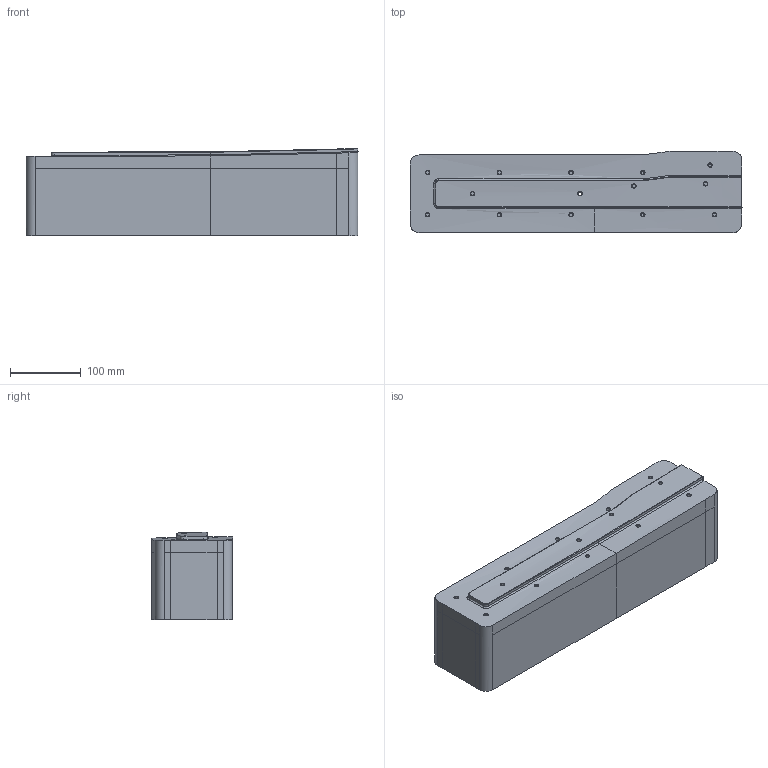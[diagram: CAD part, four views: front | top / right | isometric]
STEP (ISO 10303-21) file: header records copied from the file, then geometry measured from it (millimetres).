
FILE_DESCRIPTION(/* description */ (''),/* implementation_level */ '2;1');
FILE_NAME(/* name */ '1008190_322-4_TRIMMING TOOL.stp',/* time_stamp */ '2021-05-19T13:34:52+08:00',/* author */ (''),/* organization */ (''),/* preprocessor_version */ 'ST-DEVELOPER v16.7',/* originating_system */ 'SIEMENS PLM Software NX 1867',/* authorisation */ '');
FILE_SCHEMA (('AUTOMOTIVE_DESIGN { 1 0 10303 214 3 1 1 1 }'));
Length unit declared in the file: inch
Products named in the file (1): Pere3D8416D8bswe
Bounding box: 470.21 x 114.78 x 123.65 mm (x, y, z)
Volume: 2753432.7 mm3; surface area: 424391.9 mm2
Topology: 1 solids, 1 shells, 282 faces, 705 edges, 394 vertices
Faces by surface type: bspline 137, cylinder 45, extrusion 39, sphere 34, plane 19, cone 8
Full cylindrical faces by diameter (mm): 5 x14, 6.528 x4, 25.4 x3
Entity records: 12673 total; most frequent: CARTESIAN_POINT 7547, ORIENTED_EDGE 1218, DIRECTION 679, EDGE_CURVE 609, VERTEX_POINT 372, B_SPLINE_CURVE_WITH_KNOTS 365, EDGE_LOOP 359, ADVANCED_FACE 282
